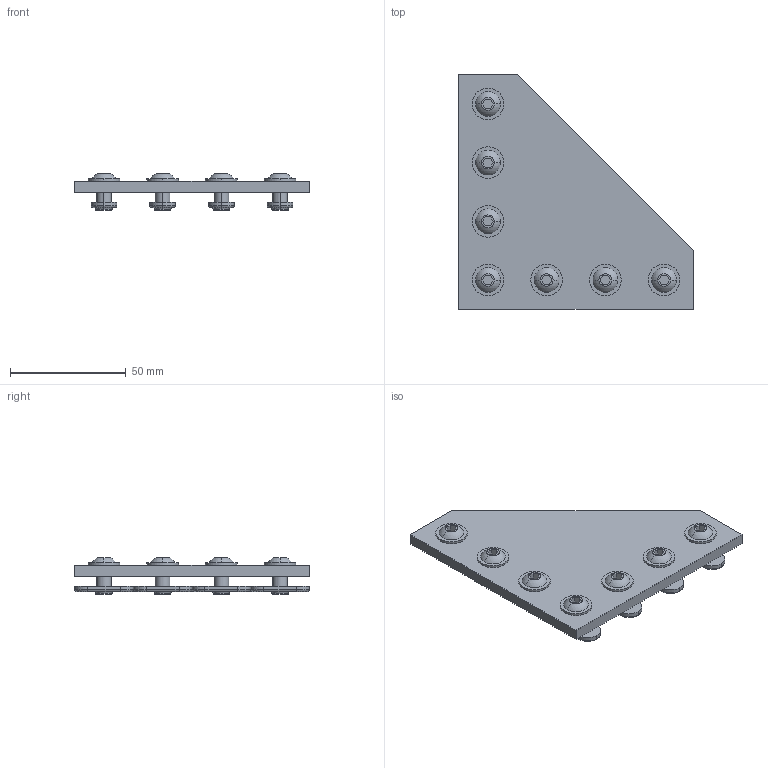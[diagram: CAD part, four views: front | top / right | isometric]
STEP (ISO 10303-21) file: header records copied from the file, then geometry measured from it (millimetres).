
FILE_DESCRIPTION (( 'STEP AP203' ), '1' );
FILE_NAME ('653086.SLDASM.step', '2003-10-13T11:23:04', ( 'Jerry Winters' ), ( 'GoEngineer' ), 'SwSTEP 2.0', 'SolidWorks 2003174', '' );
FILE_SCHEMA (( 'CONFIG_CONTROL_DESIGN' ));
Length unit declared in the file: inch
Products named in the file (5): 653086.SLDASM; Joining Plate (90 Degree)_653086; 651130; 651163; FBHSCS_651136
Assembly tree (10 placements, depth 3):
  653086.SLDASM
    651130  x7
      651163
      FBHSCS_651136
    Joining Plate (90 Degree)_653086
Bounding box: 101.6 x 101.6 x 16 mm (x, y, z)
Volume: 42609.9 mm3; surface area: 26142.5 mm2
Topology: 15 solids, 15 shells, 273 faces, 596 edges, 381 vertices
Faces by surface type: plane 119, cylinder 105, torus 35, sphere 14
Entity records: 2421 total; most frequent: DIRECTION 344, CARTESIAN_POINT 292, ORIENTED_EDGE 268, AXIS2_PLACEMENT_3D 139, EDGE_CURVE 134, VERTEX_POINT 87, EDGE_LOOP 77, CIRCLE 68
